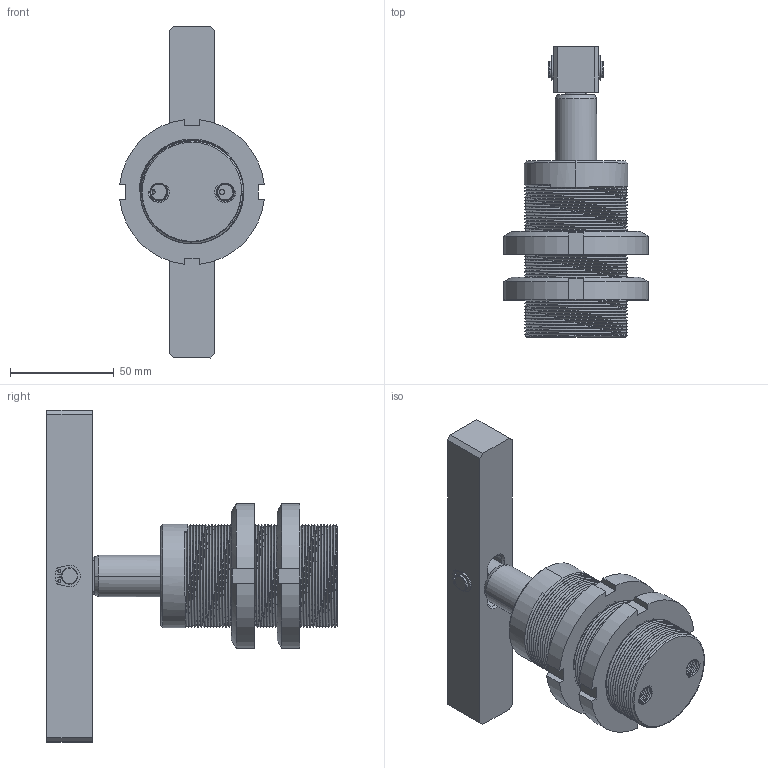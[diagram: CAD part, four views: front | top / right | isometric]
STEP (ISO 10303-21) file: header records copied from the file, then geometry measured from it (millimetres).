
FILE_DESCRIPTION (( 'STEP AP214' ), '1' );
FILE_NAME ('chs-tb32d_asm.STEP', '2020-02-12T07:40:42', ( '' ), ( '' ), 'SwSTEP 2.0', 'SolidWorks 2016', '' );
FILE_SCHEMA (( 'AUTOMOTIVE_DESIGN' ));
Length unit declared in the file: millimetre
Products named in the file (7): CHS-TB32-04; CHS-TB32-03; chs-tb32d_asm; 轴8挡圈; Xiaozhou; CHS-32D-01_8; CHS-32D-02_6
Assembly tree (8 placements, depth 2):
  chs-tb32d_asm
    CHS-TB32-03
    CHS-TB32-04  x2
    CHS-32D-02_6
    CHS-32D-01_8
    Xiaozhou
    轴8挡圈  x2
Bounding box: 69.65 x 140.04 x 160 mm (x, y, z)
Volume: 296474.4 mm3; surface area: 75504.3 mm2
Topology: 9 solids, 9 shells, 440 faces, 1412 edges, 994 vertices
Faces by surface type: cylinder 209, cone 97, plane 86, bspline 48
Entity records: 44258 total; most frequent: CARTESIAN_POINT 34620, ORIENTED_EDGE 2434, DIRECTION 1262, EDGE_CURVE 1217, VERTEX_POINT 869, B_SPLINE_CURVE_WITH_KNOTS 766, AXIS2_PLACEMENT_3D 470, EDGE_LOOP 400
